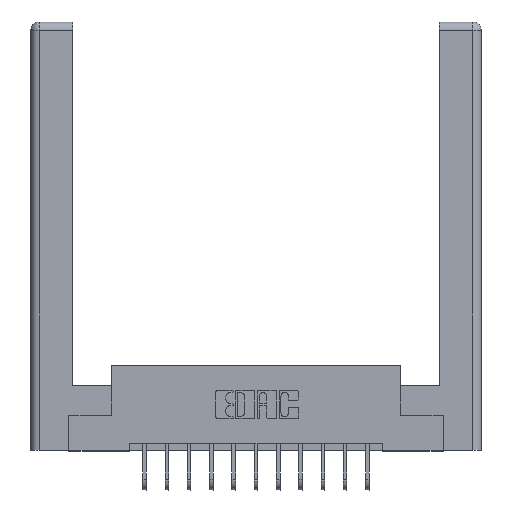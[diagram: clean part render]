
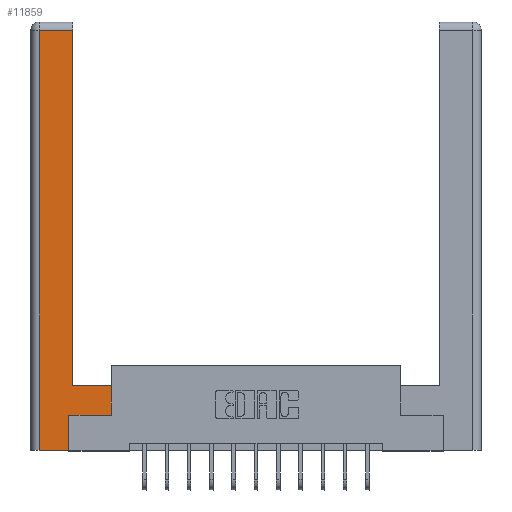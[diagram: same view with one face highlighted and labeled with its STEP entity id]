
A CAD part, top view. The second image highlights one B-rep face of the part: STEP entity #11859.
In plain terms, the highlighted planar face has unit normal (0, 0, 1).
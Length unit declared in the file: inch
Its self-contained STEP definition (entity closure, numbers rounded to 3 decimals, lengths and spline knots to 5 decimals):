
#4 = VERTEX_POINT ( 'NONE', #10891 ) ;
#111 = FACE_OUTER_BOUND ( 'NONE', #1381, .T. ) ;
#219 = VECTOR ( 'NONE', #13759, 39.37008 ) ;
#658 = VECTOR ( 'NONE', #10754, 39.37008 ) ;
#858 = DIRECTION ( 'NONE',  ( 0., 1., 0. ) ) ;
#913 = LINE ( 'NONE', #10705, #11360 ) ;
#1381 = EDGE_LOOP ( 'NONE', ( #4655, #14161, #3414, #12116, #13723, #12570, #5547, #8266 ) ) ;
#1705 = DIRECTION ( 'NONE',  ( -1., 0., 0. ) ) ;
#1747 = EDGE_CURVE ( 'NONE', #3061, #12553, #8276, .T. ) ;
#1903 = CARTESIAN_POINT ( 'NONE',  ( 0.265, 0., 0. ) ) ;
#1978 = VECTOR ( 'NONE', #858, 39.37008 ) ;
#1986 = VERTEX_POINT ( 'NONE', #7747 ) ;
#3061 = VERTEX_POINT ( 'NONE', #1903 ) ;
#3414 = ORIENTED_EDGE ( 'NONE', *, *, #8296, .T. ) ;
#3653 = EDGE_CURVE ( 'NONE', #1986, #4629, #13122, .T. ) ;
#3671 = DIRECTION ( 'NONE',  ( 1., 0., 0. ) ) ;
#3813 = PLANE ( 'NONE',  #6503 ) ;
#3816 = CARTESIAN_POINT ( 'NONE',  ( 0.265, 0., 0. ) ) ;
#3969 = VERTEX_POINT ( 'NONE', #4528 ) ;
#4528 = CARTESIAN_POINT ( 'NONE',  ( 0.295, 2.94, 0. ) ) ;
#4629 = VERTEX_POINT ( 'NONE', #6074 ) ;
#4635 = EDGE_CURVE ( 'NONE', #8388, #3061, #7508, .T. ) ;
#4655 = ORIENTED_EDGE ( 'NONE', *, *, #7873, .T. ) ;
#5439 = LINE ( 'NONE', #12629, #219 ) ;
#5547 = ORIENTED_EDGE ( 'NONE', *, *, #14445, .T. ) ;
#6074 = CARTESIAN_POINT ( 'NONE',  ( 0.295, 0.45, 0. ) ) ;
#6310 = EDGE_CURVE ( 'NONE', #12553, #13180, #913, .T. ) ;
#6503 = AXIS2_PLACEMENT_3D ( 'NONE', #14132, #13040, #12993 ) ;
#7078 = LINE ( 'NONE', #12544, #7619 ) ;
#7461 = CARTESIAN_POINT ( 'NONE',  ( 0.565, 0.245, 0. ) ) ;
#7504 = CARTESIAN_POINT ( 'NONE',  ( 0.0615, 2.94, 0. ) ) ;
#7508 = LINE ( 'NONE', #3816, #658 ) ;
#7619 = VECTOR ( 'NONE', #7840, 39.37008 ) ;
#7620 = LINE ( 'NONE', #9604, #9594 ) ;
#7747 = CARTESIAN_POINT ( 'NONE',  ( 0.565, 0.45, 0. ) ) ;
#7840 = DIRECTION ( 'NONE',  ( 0., 1., 0. ) ) ;
#7873 = EDGE_CURVE ( 'NONE', #4629, #3969, #7620, .T. ) ;
#8266 = ORIENTED_EDGE ( 'NONE', *, *, #3653, .T. ) ;
#8276 = LINE ( 'NONE', #13549, #1978 ) ;
#8296 = EDGE_CURVE ( 'NONE', #4, #8388, #5439, .T. ) ;
#8388 = VERTEX_POINT ( 'NONE', #11710 ) ;
#9594 = VECTOR ( 'NONE', #10748, 39.37008 ) ;
#9604 = CARTESIAN_POINT ( 'NONE',  ( 0.295, 3., 0. ) ) ;
#9690 = VECTOR ( 'NONE', #13504, 39.37008 ) ;
#10705 = CARTESIAN_POINT ( 'NONE',  ( 0.565, 0.245, 0. ) ) ;
#10748 = DIRECTION ( 'NONE',  ( 0., 1., 0. ) ) ;
#10754 = DIRECTION ( 'NONE',  ( 1., 0., 0. ) ) ;
#10891 = CARTESIAN_POINT ( 'NONE',  ( 0.0615, 2.94, 0. ) ) ;
#10900 = VECTOR ( 'NONE', #1705, 39.37008 ) ;
#11360 = VECTOR ( 'NONE', #3671, 39.37008 ) ;
#11710 = CARTESIAN_POINT ( 'NONE',  ( 0.0615, 0., 0. ) ) ;
#11859 = ADVANCED_FACE ( 'NONE', ( #111 ), #3813, .F. ) ;
#12116 = ORIENTED_EDGE ( 'NONE', *, *, #4635, .T. ) ;
#12420 = CARTESIAN_POINT ( 'NONE',  ( 0.295, 0.45, 0. ) ) ;
#12544 = CARTESIAN_POINT ( 'NONE',  ( 0.565, 0.45, 0. ) ) ;
#12553 = VERTEX_POINT ( 'NONE', #14432 ) ;
#12570 = ORIENTED_EDGE ( 'NONE', *, *, #6310, .T. ) ;
#12629 = CARTESIAN_POINT ( 'NONE',  ( 0.0615, 0., 0. ) ) ;
#12993 = DIRECTION ( 'NONE',  ( -1., 0., 0. ) ) ;
#13040 = DIRECTION ( 'NONE',  ( 0., 0., -1. ) ) ;
#13122 = LINE ( 'NONE', #12420, #9690 ) ;
#13180 = VERTEX_POINT ( 'NONE', #7461 ) ;
#13504 = DIRECTION ( 'NONE',  ( -1., 0., 0. ) ) ;
#13549 = CARTESIAN_POINT ( 'NONE',  ( 0.265, 0.245, 0. ) ) ;
#13723 = ORIENTED_EDGE ( 'NONE', *, *, #1747, .T. ) ;
#13759 = DIRECTION ( 'NONE',  ( 0., -1., 0. ) ) ;
#14132 = CARTESIAN_POINT ( 'NONE',  ( 0., 0., 0. ) ) ;
#14161 = ORIENTED_EDGE ( 'NONE', *, *, #14261, .T. ) ;
#14261 = EDGE_CURVE ( 'NONE', #3969, #4, #14288, .T. ) ;
#14288 = LINE ( 'NONE', #7504, #10900 ) ;
#14432 = CARTESIAN_POINT ( 'NONE',  ( 0.265, 0.245, 0. ) ) ;
#14445 = EDGE_CURVE ( 'NONE', #13180, #1986, #7078, .T. ) ;
